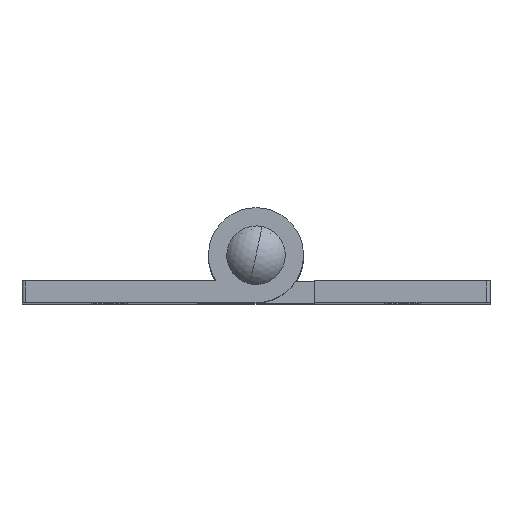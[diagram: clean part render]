
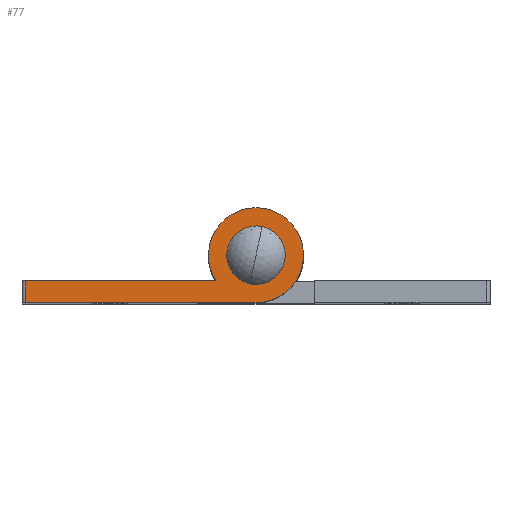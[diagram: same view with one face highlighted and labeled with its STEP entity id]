
A CAD part, top view. The second image highlights one B-rep face of the part: STEP entity #77.
In plain terms, the highlighted planar face has unit normal (0, 0, 1).
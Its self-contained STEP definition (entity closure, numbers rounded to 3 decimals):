
#53 = VERTEX_POINT ( 'NONE', #950 ) ;
#58 = EDGE_CURVE ( 'NONE', #53, #138, #945, .T. ) ;
#74 = EDGE_CURVE ( 'NONE', #122, #129, #1036, .T. ) ;
#75 = VERTEX_POINT ( 'NONE', #1031 ) ;
#76 = EDGE_LOOP ( 'NONE', ( #220, #221, #262, #92, #90, #91 ) ) ;
#77 = ADVANCED_FACE ( 'NONE', ( #1030, #1029 ), #1028, .T. ) ;
#87 = ORIENTED_EDGE ( 'NONE', *, *, #74, .F. ) ;
#89 = ORIENTED_EDGE ( 'NONE', *, *, #126, .F. ) ;
#90 = ORIENTED_EDGE ( 'NONE', *, *, #148, .T. ) ;
#91 = ORIENTED_EDGE ( 'NONE', *, *, #165, .T. ) ;
#92 = ORIENTED_EDGE ( 'NONE', *, *, #58, .T. ) ;
#93 = EDGE_LOOP ( 'NONE', ( #89, #87 ) ) ;
#122 = VERTEX_POINT ( 'NONE', #1075 ) ;
#126 = EDGE_CURVE ( 'NONE', #129, #122, #1127, .T. ) ;
#129 = VERTEX_POINT ( 'NONE', #1121 ) ;
#138 = VERTEX_POINT ( 'NONE', #1101 ) ;
#147 = VERTEX_POINT ( 'NONE', #1151 ) ;
#148 = EDGE_CURVE ( 'NONE', #138, #147, #1150, .T. ) ;
#164 = VERTEX_POINT ( 'NONE', #1181 ) ;
#165 = EDGE_CURVE ( 'NONE', #147, #164, #1179, .T. ) ;
#220 = ORIENTED_EDGE ( 'NONE', *, *, #223, .T. ) ;
#221 = ORIENTED_EDGE ( 'NONE', *, *, #222, .T. ) ;
#222 = EDGE_CURVE ( 'NONE', #75, #261, #1269, .T. ) ;
#223 = EDGE_CURVE ( 'NONE', #164, #75, #1265, .T. ) ;
#261 = VERTEX_POINT ( 'NONE', #1333 ) ;
#262 = ORIENTED_EDGE ( 'NONE', *, *, #263, .T. ) ;
#263 = EDGE_CURVE ( 'NONE', #261, #53, #1332, .T. ) ;
#942 = DIRECTION ( 'NONE',  ( 0., 0., 1. ) ) ;
#943 = CARTESIAN_POINT ( 'NONE',  ( 0., 0., 32.5 ) ) ;
#944 = AXIS2_PLACEMENT_3D ( 'NONE', #943, #942, #1007 ) ;
#945 = CIRCLE ( 'NONE', #944, 3.25 ) ;
#950 = CARTESIAN_POINT ( 'NONE',  ( 0., -3.25, 32.5 ) ) ;
#1007 = DIRECTION ( 'NONE',  ( 1., 0., 0. ) ) ;
#1024 = DIRECTION ( 'NONE',  ( 1., 0., 0. ) ) ;
#1025 = DIRECTION ( 'NONE',  ( 0., 0., 1. ) ) ;
#1026 = CARTESIAN_POINT ( 'NONE',  ( 0., 0., 32.5 ) ) ;
#1027 = AXIS2_PLACEMENT_3D ( 'NONE', #1026, #1025, #1024 ) ;
#1028 = PLANE ( 'NONE',  #1027 ) ;
#1029 = FACE_BOUND ( 'NONE', #93, .T. ) ;
#1030 = FACE_OUTER_BOUND ( 'NONE', #76, .T. ) ;
#1031 = CARTESIAN_POINT ( 'NONE',  ( -15.75, -1.75, 32.5 ) ) ;
#1032 = DIRECTION ( 'NONE',  ( 1., 0., 0. ) ) ;
#1033 = DIRECTION ( 'NONE',  ( 0., 0., 1. ) ) ;
#1034 = CARTESIAN_POINT ( 'NONE',  ( 0., 0., 32.5 ) ) ;
#1035 = AXIS2_PLACEMENT_3D ( 'NONE', #1034, #1033, #1032 ) ;
#1036 = CIRCLE ( 'NONE', #1035, 1.75 ) ;
#1075 = CARTESIAN_POINT ( 'NONE',  ( 1.75, 0., 32.5 ) ) ;
#1101 = CARTESIAN_POINT ( 'NONE',  ( 3.25, 0., 32.5 ) ) ;
#1121 = CARTESIAN_POINT ( 'NONE',  ( -1.75, 0., 32.5 ) ) ;
#1123 = DIRECTION ( 'NONE',  ( 1., 0., 0. ) ) ;
#1124 = DIRECTION ( 'NONE',  ( 0., 0., 1. ) ) ;
#1125 = CARTESIAN_POINT ( 'NONE',  ( 0., 0., 32.5 ) ) ;
#1126 = AXIS2_PLACEMENT_3D ( 'NONE', #1125, #1124, #1123 ) ;
#1127 = CIRCLE ( 'NONE', #1126, 1.75 ) ;
#1146 = DIRECTION ( 'NONE',  ( 1., 0., 0. ) ) ;
#1147 = DIRECTION ( 'NONE',  ( 0., 0., 1. ) ) ;
#1148 = CARTESIAN_POINT ( 'NONE',  ( 0., 0., 32.5 ) ) ;
#1149 = AXIS2_PLACEMENT_3D ( 'NONE', #1148, #1147, #1146 ) ;
#1150 = CIRCLE ( 'NONE', #1149, 3.25 ) ;
#1151 = CARTESIAN_POINT ( 'NONE',  ( -3.25, 0., 32.5 ) ) ;
#1175 = DIRECTION ( 'NONE',  ( 1., 0., 0. ) ) ;
#1176 = DIRECTION ( 'NONE',  ( 0., 0., 1. ) ) ;
#1177 = CARTESIAN_POINT ( 'NONE',  ( 0., 0., 32.5 ) ) ;
#1178 = AXIS2_PLACEMENT_3D ( 'NONE', #1177, #1176, #1175 ) ;
#1179 = CIRCLE ( 'NONE', #1178, 3.25 ) ;
#1181 = CARTESIAN_POINT ( 'NONE',  ( -2.739, -1.75, 32.5 ) ) ;
#1262 = DIRECTION ( 'NONE',  ( -1., 0., 0. ) ) ;
#1263 = VECTOR ( 'NONE', #1262, 1000. ) ;
#1264 = CARTESIAN_POINT ( 'NONE',  ( -16., -1.75, 32.5 ) ) ;
#1265 = LINE ( 'NONE', #1264, #1263 ) ;
#1266 = DIRECTION ( 'NONE',  ( 0., -1., 0. ) ) ;
#1267 = VECTOR ( 'NONE', #1266, 1000. ) ;
#1268 = CARTESIAN_POINT ( 'NONE',  ( -15.75, -3.25, 32.5 ) ) ;
#1269 = LINE ( 'NONE', #1268, #1267 ) ;
#1329 = DIRECTION ( 'NONE',  ( 1., 0., 0. ) ) ;
#1330 = VECTOR ( 'NONE', #1329, 1000. ) ;
#1331 = CARTESIAN_POINT ( 'NONE',  ( 0., -3.25, 32.5 ) ) ;
#1332 = LINE ( 'NONE', #1331, #1330 ) ;
#1333 = CARTESIAN_POINT ( 'NONE',  ( -15.75, -3.25, 32.5 ) ) ;
